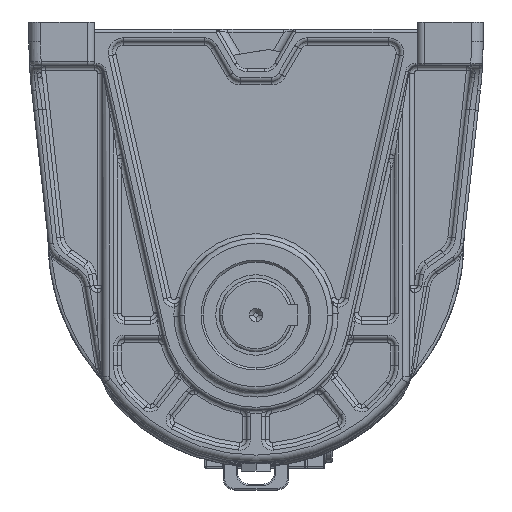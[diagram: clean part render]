
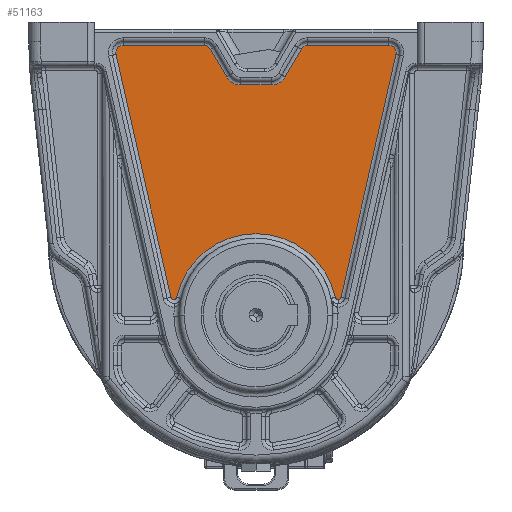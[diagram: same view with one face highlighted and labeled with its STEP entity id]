
A CAD part, front view. The second image highlights one B-rep face of the part: STEP entity #51163.
In plain terms, the highlighted planar face has unit normal (0, -1, 0).
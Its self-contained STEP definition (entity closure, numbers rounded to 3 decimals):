
#573 = AXIS2_PLACEMENT_3D ( 'NONE', #21050, #59785, #53360 ) ;
#1266 = ORIENTED_EDGE ( 'NONE', *, *, #53754, .F. ) ;
#1309 = ORIENTED_EDGE ( 'NONE', *, *, #34352, .F. ) ;
#2177 = CIRCLE ( 'NONE', #50310, 11. ) ;
#2811 = DIRECTION ( 'NONE',  ( 0., -1., 0. ) ) ;
#3120 = VERTEX_POINT ( 'NONE', #24932 ) ;
#3871 = DIRECTION ( 'NONE',  ( 0.975, 0., -0.22 ) ) ;
#5409 = VERTEX_POINT ( 'NONE', #40289 ) ;
#5567 = CARTESIAN_POINT ( 'NONE',  ( 30.877, -9., 130.5 ) ) ;
#5600 = VERTEX_POINT ( 'NONE', #52458 ) ;
#5864 = VERTEX_POINT ( 'NONE', #58368 ) ;
#6145 = CARTESIAN_POINT ( 'NONE',  ( -56.127, -9., -38.509 ) ) ;
#7132 = CARTESIAN_POINT ( 'NONE',  ( -95.506, -9., 126.899 ) ) ;
#7813 = VERTEX_POINT ( 'NONE', #27832 ) ;
#8159 = CARTESIAN_POINT ( 'NONE',  ( 35.207, -9., 133. ) ) ;
#8496 = CIRCLE ( 'NONE', #13076, 5. ) ;
#8518 = DIRECTION ( 'NONE',  ( 1., 0., 0. ) ) ;
#8800 = DIRECTION ( 'NONE',  ( 0., 1., 0. ) ) ;
#8844 = DIRECTION ( 'NONE',  ( 0., 1., 0. ) ) ;
#9629 = CARTESIAN_POINT ( 'NONE',  ( 56.127, -9., -38.509 ) ) ;
#9984 = EDGE_CURVE ( 'NONE', #45428, #40037, #51256, .T. ) ;
#10081 = VERTEX_POINT ( 'NONE', #5567 ) ;
#10472 = AXIS2_PLACEMENT_3D ( 'NONE', #9629, #49088, #16093 ) ;
#10895 = CARTESIAN_POINT ( 'NONE',  ( 35.207, -9., 133. ) ) ;
#11802 = EDGE_CURVE ( 'NONE', #5864, #7813, #17369, .T. ) ;
#12049 = AXIS2_PLACEMENT_3D ( 'NONE', #14601, #8844, #30737 ) ;
#12140 = ORIENTED_EDGE ( 'NONE', *, *, #26435, .F. ) ;
#13076 = AXIS2_PLACEMENT_3D ( 'NONE', #57963, #8800, #52602 ) ;
#13138 = VERTEX_POINT ( 'NONE', #22608 ) ;
#13603 = AXIS2_PLACEMENT_3D ( 'NONE', #52006, #2811, #24721 ) ;
#14277 = LINE ( 'NONE', #57680, #37801 ) ;
#14473 = DIRECTION ( 'NONE',  ( -0.22, 0., -0.975 ) ) ;
#14601 = CARTESIAN_POINT ( 'NONE',  ( 35.207, -9., 128. ) ) ;
#15380 = PLANE ( 'NONE',  #13603 ) ;
#15903 = CARTESIAN_POINT ( 'NONE',  ( -90.629, -9., 128. ) ) ;
#16079 = CIRCLE ( 'NONE', #38981, 2. ) ;
#16093 = DIRECTION ( 'NONE',  ( 0.975, 0., -0.22 ) ) ;
#16619 = DIRECTION ( 'NONE',  ( 0., 1., 0. ) ) ;
#16695 = LINE ( 'NONE', #32836, #35841 ) ;
#17369 = CIRCLE ( 'NONE', #34564, 11. ) ;
#18750 = EDGE_CURVE ( 'NONE', #30824, #5409, #2177, .T. ) ;
#19219 = ORIENTED_EDGE ( 'NONE', *, *, #66619, .F. ) ;
#20758 = FACE_OUTER_BOUND ( 'NONE', #42367, .T. ) ;
#20834 = ORIENTED_EDGE ( 'NONE', *, *, #60742, .F. ) ;
#21050 = CARTESIAN_POINT ( 'NONE',  ( 0., -9., -51. ) ) ;
#21364 = CARTESIAN_POINT ( 'NONE',  ( 10.381, -9., 117. ) ) ;
#21801 = EDGE_CURVE ( 'NONE', #13138, #48700, #30728, .T. ) ;
#22151 = DIRECTION ( 'NONE',  ( 0., 0., 1. ) ) ;
#22608 = CARTESIAN_POINT ( 'NONE',  ( -54.175, -9., -38.943 ) ) ;
#22664 = LINE ( 'NONE', #55332, #54955 ) ;
#22737 = CARTESIAN_POINT ( 'NONE',  ( -58.078, -9., -38.949 ) ) ;
#23622 = DIRECTION ( 'NONE',  ( 1., 0., 0. ) ) ;
#24340 = ORIENTED_EDGE ( 'NONE', *, *, #29809, .F. ) ;
#24602 = CARTESIAN_POINT ( 'NONE',  ( 10.381, -9., 106. ) ) ;
#24721 = DIRECTION ( 'NONE',  ( 0., 0., -1. ) ) ;
#24932 = CARTESIAN_POINT ( 'NONE',  ( 54.175, -9., -38.943 ) ) ;
#25447 = EDGE_CURVE ( 'NONE', #40037, #40731, #44083, .T. ) ;
#26435 = EDGE_CURVE ( 'NONE', #7813, #30824, #41576, .T. ) ;
#26471 = DIRECTION ( 'NONE',  ( 0., 1., 0. ) ) ;
#27832 = CARTESIAN_POINT ( 'NONE',  ( -10.501, -9., 106. ) ) ;
#28065 = DIRECTION ( 'NONE',  ( 0., -1., 0. ) ) ;
#28869 = DIRECTION ( 'NONE',  ( -0.22, 0., 0.975 ) ) ;
#29152 = CARTESIAN_POINT ( 'NONE',  ( -90.629, -9., 133. ) ) ;
#29809 = EDGE_CURVE ( 'NONE', #48700, #54109, #16695, .T. ) ;
#30728 = CIRCLE ( 'NONE', #37669, 2. ) ;
#30737 = DIRECTION ( 'NONE',  ( -0.866, 0., 0.5 ) ) ;
#30824 = VERTEX_POINT ( 'NONE', #24602 ) ;
#30967 = LINE ( 'NONE', #62223, #40149 ) ;
#31571 = EDGE_CURVE ( 'NONE', #61090, #62185, #14277, .T. ) ;
#31846 = CARTESIAN_POINT ( 'NONE',  ( 56.127, -9., -38.509 ) ) ;
#32186 = CARTESIAN_POINT ( 'NONE',  ( 90.629, -9., 133. ) ) ;
#32332 = CARTESIAN_POINT ( 'NONE',  ( 58.078, -9., -38.949 ) ) ;
#32747 = DIRECTION ( 'NONE',  ( -0.866, 0., -0.5 ) ) ;
#32836 = CARTESIAN_POINT ( 'NONE',  ( -58.078, -9., -38.949 ) ) ;
#33111 = VECTOR ( 'NONE', #23622, 1000. ) ;
#33393 = EDGE_CURVE ( 'NONE', #40731, #43520, #30967, .T. ) ;
#34117 = DIRECTION ( 'NONE',  ( 0.976, 0., -0.217 ) ) ;
#34352 = EDGE_CURVE ( 'NONE', #54109, #61090, #52849, .T. ) ;
#34564 = AXIS2_PLACEMENT_3D ( 'NONE', #50330, #28065, #32747 ) ;
#35110 = EDGE_CURVE ( 'NONE', #43520, #5600, #39180, .T. ) ;
#35841 = VECTOR ( 'NONE', #28869, 1000. ) ;
#36403 = ORIENTED_EDGE ( 'NONE', *, *, #25447, .F. ) ;
#37116 = VECTOR ( 'NONE', #57358, 1000. ) ;
#37268 = CIRCLE ( 'NONE', #12049, 5. ) ;
#37669 = AXIS2_PLACEMENT_3D ( 'NONE', #6145, #55664, #34117 ) ;
#37796 = DIRECTION ( 'NONE',  ( -0.975, 0., -0.22 ) ) ;
#37801 = VECTOR ( 'NONE', #8518, 1000. ) ;
#38981 = AXIS2_PLACEMENT_3D ( 'NONE', #31846, #26471, #3871 ) ;
#39180 = CIRCLE ( 'NONE', #10472, 2. ) ;
#39610 = ORIENTED_EDGE ( 'NONE', *, *, #21801, .F. ) ;
#39949 = ORIENTED_EDGE ( 'NONE', *, *, #33393, .F. ) ;
#39967 = CARTESIAN_POINT ( 'NONE',  ( 95.506, -9., 126.899 ) ) ;
#40037 = VERTEX_POINT ( 'NONE', #32186 ) ;
#40149 = VECTOR ( 'NONE', #14473, 1000. ) ;
#40289 = CARTESIAN_POINT ( 'NONE',  ( 19.907, -9., 111.5 ) ) ;
#40690 = DIRECTION ( 'NONE',  ( 0., 1., 0. ) ) ;
#40731 = VERTEX_POINT ( 'NONE', #39967 ) ;
#41517 = EDGE_CURVE ( 'NONE', #62185, #48231, #8496, .T. ) ;
#41576 = LINE ( 'NONE', #53065, #37116 ) ;
#41777 = AXIS2_PLACEMENT_3D ( 'NONE', #57169, #40690, #22151 ) ;
#42367 = EDGE_LOOP ( 'NONE', ( #1309, #24340, #39610, #19219, #42693, #47535, #39949, #36403, #56568, #48017, #1266, #46600, #12140, #51176, #20834, #61332, #63087 ) ) ;
#42693 = ORIENTED_EDGE ( 'NONE', *, *, #54402, .F. ) ;
#43520 = VERTEX_POINT ( 'NONE', #32332 ) ;
#43822 = CARTESIAN_POINT ( 'NONE',  ( -35.327, -9., 133. ) ) ;
#44083 = CIRCLE ( 'NONE', #41777, 5. ) ;
#44560 = DIRECTION ( 'NONE',  ( 0.5, 0., 0.866 ) ) ;
#45428 = VERTEX_POINT ( 'NONE', #10895 ) ;
#46600 = ORIENTED_EDGE ( 'NONE', *, *, #18750, .F. ) ;
#47535 = ORIENTED_EDGE ( 'NONE', *, *, #35110, .F. ) ;
#48017 = ORIENTED_EDGE ( 'NONE', *, *, #66557, .F. ) ;
#48231 = VERTEX_POINT ( 'NONE', #49400 ) ;
#48700 = VERTEX_POINT ( 'NONE', #22737 ) ;
#49088 = DIRECTION ( 'NONE',  ( 0., 1., 0. ) ) ;
#49318 = VECTOR ( 'NONE', #58962, 1000. ) ;
#49400 = CARTESIAN_POINT ( 'NONE',  ( -30.997, -9., 130.5 ) ) ;
#50310 = AXIS2_PLACEMENT_3D ( 'NONE', #21364, #59750, #54028 ) ;
#50330 = CARTESIAN_POINT ( 'NONE',  ( -10.501, -9., 117. ) ) ;
#51163 = ADVANCED_FACE ( 'NONE', ( #20758 ), #15380, .T. ) ;
#51176 = ORIENTED_EDGE ( 'NONE', *, *, #11802, .F. ) ;
#51256 = LINE ( 'NONE', #8159, #33111 ) ;
#52006 = CARTESIAN_POINT ( 'NONE',  ( 0., -9., 0. ) ) ;
#52458 = CARTESIAN_POINT ( 'NONE',  ( 56.127, -9., -40.509 ) ) ;
#52602 = DIRECTION ( 'NONE',  ( 0., 0., 1. ) ) ;
#52849 = CIRCLE ( 'NONE', #70063, 5. ) ;
#52901 = LINE ( 'NONE', #65045, #49318 ) ;
#53065 = CARTESIAN_POINT ( 'NONE',  ( -10.501, -9., 106. ) ) ;
#53360 = DIRECTION ( 'NONE',  ( 0.976, 0., 0.217 ) ) ;
#53754 = EDGE_CURVE ( 'NONE', #5409, #10081, #22664, .T. ) ;
#54028 = DIRECTION ( 'NONE',  ( 0., 0., -1. ) ) ;
#54109 = VERTEX_POINT ( 'NONE', #7132 ) ;
#54402 = EDGE_CURVE ( 'NONE', #5600, #3120, #16079, .T. ) ;
#54955 = VECTOR ( 'NONE', #44560, 1000. ) ;
#55332 = CARTESIAN_POINT ( 'NONE',  ( 19.907, -9., 111.5 ) ) ;
#55664 = DIRECTION ( 'NONE',  ( 0., 1., 0. ) ) ;
#56568 = ORIENTED_EDGE ( 'NONE', *, *, #9984, .F. ) ;
#57169 = CARTESIAN_POINT ( 'NONE',  ( 90.629, -9., 128. ) ) ;
#57358 = DIRECTION ( 'NONE',  ( 1., 0., 0. ) ) ;
#57680 = CARTESIAN_POINT ( 'NONE',  ( -90.629, -9., 133. ) ) ;
#57963 = CARTESIAN_POINT ( 'NONE',  ( -35.327, -9., 128. ) ) ;
#58368 = CARTESIAN_POINT ( 'NONE',  ( -20.027, -9., 111.5 ) ) ;
#58962 = DIRECTION ( 'NONE',  ( 0.5, 0., -0.866 ) ) ;
#59750 = DIRECTION ( 'NONE',  ( 0., -1., 0. ) ) ;
#59785 = DIRECTION ( 'NONE',  ( 0., -1., 0. ) ) ;
#60742 = EDGE_CURVE ( 'NONE', #48231, #5864, #52901, .T. ) ;
#61090 = VERTEX_POINT ( 'NONE', #29152 ) ;
#61332 = ORIENTED_EDGE ( 'NONE', *, *, #41517, .F. ) ;
#61333 = CIRCLE ( 'NONE', #573, 55.5 ) ;
#62185 = VERTEX_POINT ( 'NONE', #43822 ) ;
#62223 = CARTESIAN_POINT ( 'NONE',  ( 95.506, -9., 126.899 ) ) ;
#63087 = ORIENTED_EDGE ( 'NONE', *, *, #31571, .F. ) ;
#65045 = CARTESIAN_POINT ( 'NONE',  ( -30.997, -9., 130.5 ) ) ;
#66557 = EDGE_CURVE ( 'NONE', #10081, #45428, #37268, .T. ) ;
#66619 = EDGE_CURVE ( 'NONE', #3120, #13138, #61333, .T. ) ;
#70063 = AXIS2_PLACEMENT_3D ( 'NONE', #15903, #16619, #37796 ) ;
